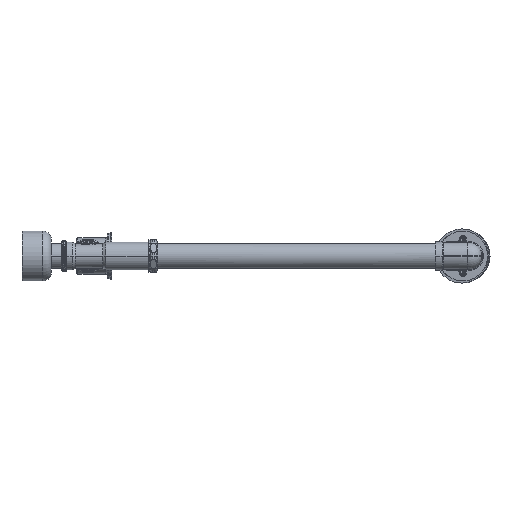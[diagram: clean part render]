
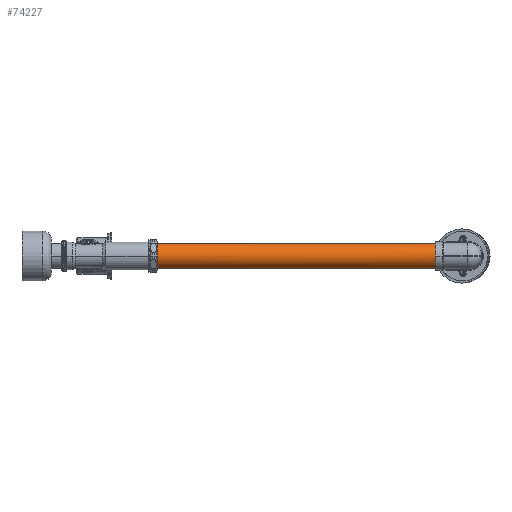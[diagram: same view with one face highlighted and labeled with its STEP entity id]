
A CAD part, front view. The second image highlights one B-rep face of the part: STEP entity #74227.
In plain terms, the highlighted cylindrical face has radius 19.05 mm (diameter 38.1 mm), a partial arc.
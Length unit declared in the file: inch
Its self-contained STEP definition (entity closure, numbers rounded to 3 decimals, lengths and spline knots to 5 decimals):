
#72662=CARTESIAN_POINT('',(0.,0.,0.));
#72663=DIRECTION('',(0.,0.,1.));
#72664=DIRECTION('',(-1.,0.,0.));
#72665=AXIS2_PLACEMENT_3D('',#72662,#72663,#72664);
#72911=DIRECTION('',(0.,0.,1.));
#72912=VECTOR('',#72911,17.725);
#72913=CARTESIAN_POINT('',(0.75,0.,0.));
#72914=LINE('',#72913,#72912);
#72934=CARTESIAN_POINT('',(0.75,0.,17.725));
#73419=CARTESIAN_POINT('',(0.75,0.,17.725));
#73420=CARTESIAN_POINT('',(0.75,-0.0561,17.7244));
#73421=CARTESIAN_POINT('',(0.73736,-0.1683,
17.72321));
#73422=CARTESIAN_POINT('',(0.68142,-0.32816,
17.72143));
#73423=CARTESIAN_POINT('',(0.59132,-0.47156,
17.71964));
#73424=CARTESIAN_POINT('',(0.47156,-0.59132,
17.71786));
#73425=CARTESIAN_POINT('',(0.32816,-0.68142,
17.71607));
#73426=CARTESIAN_POINT('',(0.1683,-0.73736,
17.71429));
#73427=CARTESIAN_POINT('',(0.,-0.75632,17.7125));
#73428=CARTESIAN_POINT('',(-0.1683,-0.73736,
17.71071));
#73429=CARTESIAN_POINT('',(-0.32816,-0.68142,
17.70893));
#73430=CARTESIAN_POINT('',(-0.47156,-0.59132,
17.70714));
#73431=CARTESIAN_POINT('',(-0.59132,-0.47156,
17.70536));
#73432=CARTESIAN_POINT('',(-0.68142,-0.32816,
17.70357));
#73433=CARTESIAN_POINT('',(-0.73736,-0.1683,
17.70179));
#73434=CARTESIAN_POINT('',(-0.75,-0.0561,17.7006));
#73435=CARTESIAN_POINT('',(-0.75,0.,17.7));
#73440=DIRECTION('',(0.,0.,1.));
#73441=VECTOR('',#73440,17.7);
#73442=CARTESIAN_POINT('',(-0.75,0.,0.));
#73443=LINE('',#73442,#73441);
#73728=CARTESIAN_POINT('',(0.75,0.,0.));
#73729=CARTESIAN_POINT('',(-0.75,0.,0.));
#73730=VERTEX_POINT('',#73728);
#73731=VERTEX_POINT('',#73729);
#73765=CARTESIAN_POINT('',(-0.75,0.,17.7));
#73767=VERTEX_POINT('',#73765);
#73778=VERTEX_POINT('',#72934);
#74215=CARTESIAN_POINT('',(0.,0.,0.));
#74216=DIRECTION('',(0.,0.,1.));
#74217=DIRECTION('',(1.,0.,0.));
#74218=AXIS2_PLACEMENT_3D('',#74215,#74216,#74217);
#74219=CYLINDRICAL_SURFACE('',#74218,0.75);
#74221=ORIENTED_EDGE('',*,*,#74220,.F.);
#74222=ORIENTED_EDGE('',*,*,#73878,.F.);
#74223=ORIENTED_EDGE('',*,*,#73787,.F.);
#74224=ORIENTED_EDGE('',*,*,#73875,.T.);
#74225=EDGE_LOOP('',(#74221,#74222,#74223,#74224));
#74226=FACE_OUTER_BOUND('',#74225,.F.);
#72666=CIRCLE('',#72665,0.75);
#73436=B_SPLINE_CURVE_WITH_KNOTS('',3,(#73419,#73420,#73421,#73422,#73423,
#73424,#73425,#73426,#73427,#73428,#73429,#73430,#73431,#73432,#73433,#73434,
#73435),.UNSPECIFIED.,.F.,.F.,(4,1,1,1,1,1,1,1,1,1,1,1,1,1,4),(0.,
0.07143,0.14286,0.21429,0.28571,
0.35714,0.42857,0.5,0.57143,0.64286,
0.71429,0.78571,0.85714,0.92857,1.),
.UNSPECIFIED.);
#73787=EDGE_CURVE('',#73731,#73730,#72666,.T.);
#73875=EDGE_CURVE('',#73731,#73767,#73443,.T.);
#73878=EDGE_CURVE('',#73730,#73778,#72914,.T.);
#74220=EDGE_CURVE('',#73778,#73767,#73436,.T.);
#74227=ADVANCED_FACE('',(#74226),#74219,.T.);
